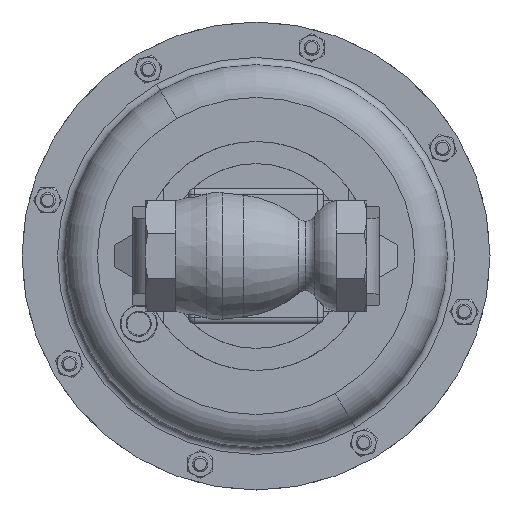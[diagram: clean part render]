
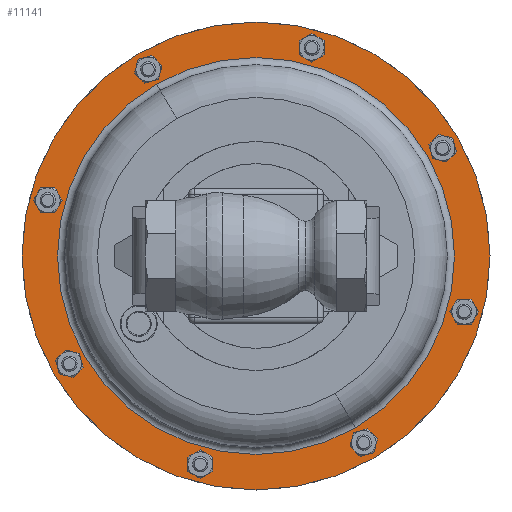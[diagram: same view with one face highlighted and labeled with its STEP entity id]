
A CAD part, front view. The second image highlights one B-rep face of the part: STEP entity #11141.
In plain terms, the highlighted planar face has unit normal (0, -1, 0).
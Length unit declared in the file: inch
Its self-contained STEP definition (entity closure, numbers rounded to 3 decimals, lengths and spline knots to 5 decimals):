
#39 = ORIENTED_EDGE ( 'NONE', *, *, #19983, .F. ) ;
#1588 = ORIENTED_EDGE ( 'NONE', *, *, #13969, .F. ) ;
#2212 = CARTESIAN_POINT ( 'NONE',  ( -4.11362, 8.835, -2.375 ) ) ;
#3872 = CARTESIAN_POINT ( 'NONE',  ( 0., 8.835, 0. ) ) ;
#5095 = CARTESIAN_POINT ( 'NONE',  ( 2.0145, 8.835, -3.48922 ) ) ;
#5585 = VERTEX_POINT ( 'NONE', #21552 ) ;
#5708 = DIRECTION ( 'NONE',  ( 0.5, 0., -0.866 ) ) ;
#6174 = VERTEX_POINT ( 'NONE', #20355 ) ;
#6341 = ORIENTED_EDGE ( 'NONE', *, *, #6982, .T. ) ;
#6886 = VERTEX_POINT ( 'NONE', #7915 ) ;
#6982 = EDGE_CURVE ( 'NONE', #7684, #6174, #16291, .T. ) ;
#7069 = CIRCLE ( 'NONE', #9679, 4.75 ) ;
#7684 = VERTEX_POINT ( 'NONE', #5095 ) ;
#7903 = CARTESIAN_POINT ( 'NONE',  ( 0., 8.835, 0. ) ) ;
#7915 = CARTESIAN_POINT ( 'NONE',  ( 2.375, 8.835, -4.11362 ) ) ;
#7952 = AXIS2_PLACEMENT_3D ( 'NONE', #3872, #16637, #5708 ) ;
#8118 = EDGE_LOOP ( 'NONE', ( #6341, #11255 ) ) ;
#8528 = CARTESIAN_POINT ( 'NONE',  ( 0., 8.835, 0. ) ) ;
#9679 = AXIS2_PLACEMENT_3D ( 'NONE', #8528, #21279, #10386 ) ;
#9692 = AXIS2_PLACEMENT_3D ( 'NONE', #21542, #10648, #23380 ) ;
#9735 = DIRECTION ( 'NONE',  ( 0.5, 0., -0.866 ) ) ;
#10180 = EDGE_CURVE ( 'NONE', #6174, #7684, #15010, .T. ) ;
#10270 = AXIS2_PLACEMENT_3D ( 'NONE', #2212, #22281, #11399 ) ;
#10386 = DIRECTION ( 'NONE',  ( 0.5, 0., -0.866 ) ) ;
#10648 = DIRECTION ( 'NONE',  ( 0., 1., 0. ) ) ;
#10719 = FACE_OUTER_BOUND ( 'NONE', #22257, .T. ) ;
#11141 = ADVANCED_FACE ( 'NONE', ( #15591, #10719 ), #20475, .T. ) ;
#11255 = ORIENTED_EDGE ( 'NONE', *, *, #10180, .T. ) ;
#11399 = DIRECTION ( 'NONE',  ( -0.5, 0., 0.866 ) ) ;
#13491 = AXIS2_PLACEMENT_3D ( 'NONE', #7903, #20648, #9735 ) ;
#13969 = EDGE_CURVE ( 'NONE', #5585, #6886, #20017, .T. ) ;
#15010 = CIRCLE ( 'NONE', #7952, 4.029 ) ;
#15591 = FACE_BOUND ( 'NONE', #8118, .T. ) ;
#16291 = CIRCLE ( 'NONE', #13491, 4.029 ) ;
#16637 = DIRECTION ( 'NONE',  ( 0., 1., 0. ) ) ;
#19983 = EDGE_CURVE ( 'NONE', #6886, #5585, #7069, .T. ) ;
#20017 = CIRCLE ( 'NONE', #9692, 4.75 ) ;
#20355 = CARTESIAN_POINT ( 'NONE',  ( -2.0145, 8.835, 3.48922 ) ) ;
#20475 = PLANE ( 'NONE',  #10270 ) ;
#20648 = DIRECTION ( 'NONE',  ( 0., 1., 0. ) ) ;
#21279 = DIRECTION ( 'NONE',  ( 0., 1., 0. ) ) ;
#21542 = CARTESIAN_POINT ( 'NONE',  ( 0., 8.835, 0. ) ) ;
#21552 = CARTESIAN_POINT ( 'NONE',  ( -2.375, 8.835, 4.11362 ) ) ;
#22257 = EDGE_LOOP ( 'NONE', ( #39, #1588 ) ) ;
#22281 = DIRECTION ( 'NONE',  ( 0., -1., 0. ) ) ;
#23380 = DIRECTION ( 'NONE',  ( 0.5, 0., -0.866 ) ) ;
